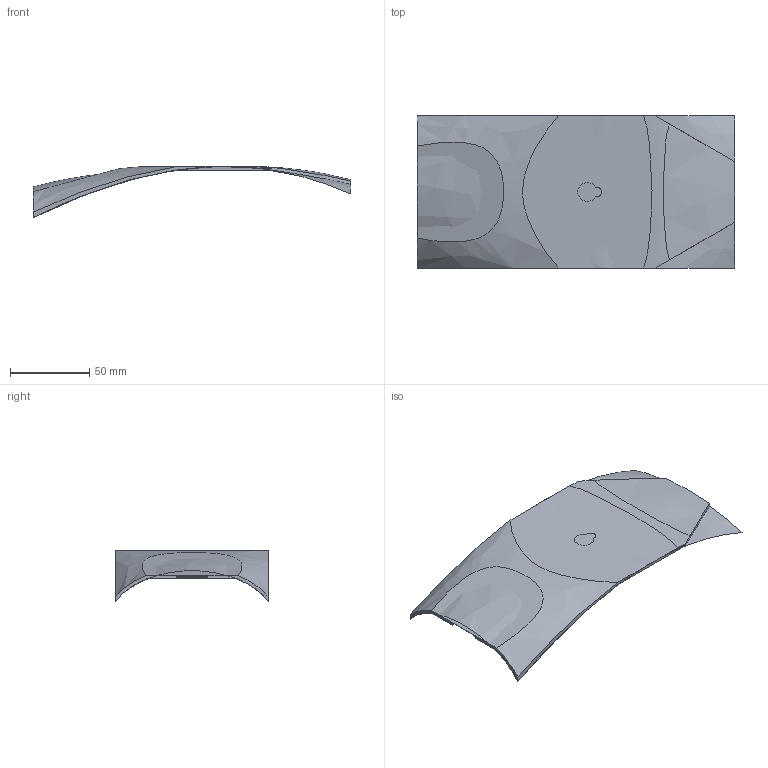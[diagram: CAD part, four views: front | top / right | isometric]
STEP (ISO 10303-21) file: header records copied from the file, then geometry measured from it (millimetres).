
FILE_DESCRIPTION(('STEP AP242'), '1');
FILE_NAME('êðûøêà v2_1', '', ('UNSPECIFIED'), ('UNSPECIFIED'), 'C3D Converter', 'C3D Toolkit', '');
FILE_SCHEMA(('AP242_MANAGED_MODEL_BASED_3D_ENGINEERING_MIM_LF { 1 0 10303 442 1 1 4 }'));
Length unit declared in the file: millimetre
Bounding box: 200.07 x 96.15 x 32.34 mm (x, y, z)
Surface area: 57562.4 mm2 (no closed solid volume)
Topology: 0 solids, 2 shells, 35 faces, 99 edges, 66 vertices
Faces by surface type: plane 20, bspline 11, cylinder 4
Entity records: 3383 total; most frequent: CARTESIAN_POINT 2276, ORIENTED_EDGE 193, DIRECTION 102, EDGE_CURVE 99, VERTEX_POINT 66, B_SPLINE_CURVE_WITH_KNOTS 49, LINE 40, VECTOR 40
